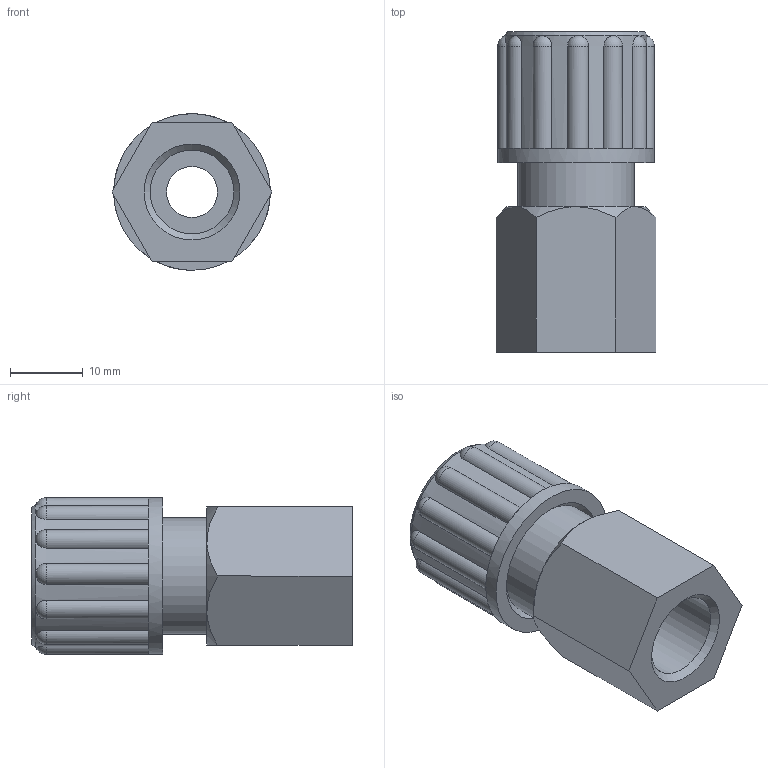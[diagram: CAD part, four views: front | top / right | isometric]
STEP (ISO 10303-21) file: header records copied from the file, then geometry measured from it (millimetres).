
FILE_DESCRIPTION((''),'2;1');
FILE_NAME('1A100FG4514.stp','2008-05-30T12:35:55',('bsch'),(''),'Autodesk Inventor 10','Autodesk Inventor 10','');
FILE_SCHEMA(('AUTOMOTIVE_DESIGN { 1 0 10303 214 1 1 1 1 }'));
Length unit declared in the file: millimetre
Products named in the file (4): 1A100FG4514; t21170.014_4; t05518.004; t05459.004
Assembly tree (3 placements, depth 2):
  1A100FG4514
    t21170.014_4
    t05518.004
    t05459.004
Bounding box: 21.94 x 44 x 21.49 mm (x, y, z)
Volume: 9431 mm3; surface area: 7416.3 mm2
Topology: 3 solids, 3 shells, 77 faces, 176 edges, 110 vertices
Faces by surface type: plane 29, cylinder 20, sphere 12, cone 9, bspline 5, torus 2
Full cylindrical faces by diameter (mm): 8.5 x1, 10.6 x1, 11.45 x1, 14 x1, 16 x2, 19.5 x1, 21.5 x1
Entity records: 2677 total; most frequent: CARTESIAN_POINT 930, DIRECTION 382, ORIENTED_EDGE 296, AXIS2_PLACEMENT_3D 173, EDGE_CURVE 148, EDGE_LOOP 112, VERTEX_POINT 106, CIRCLE 94
